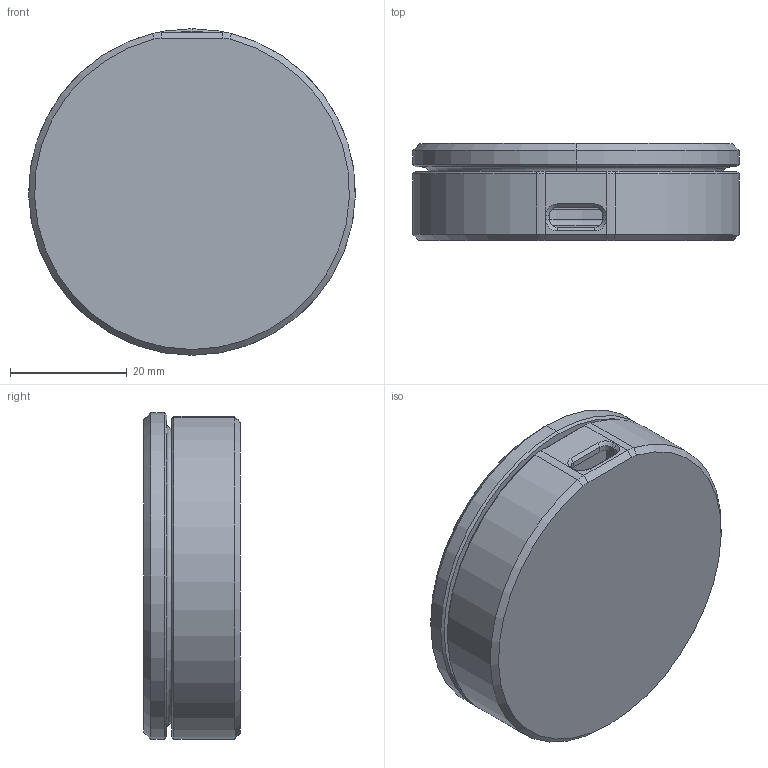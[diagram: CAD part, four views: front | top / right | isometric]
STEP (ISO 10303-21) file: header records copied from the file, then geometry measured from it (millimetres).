
FILE_DESCRIPTION (( 'STEP AP203' ), '1' );
FILE_NAME ('ScrollWheel-RevOO-OSHW-NoLogo.STEP', '2025-06-16T01:02:48', ( '' ), ( '' ), 'SwSTEP 2.0', 'SolidWorks 2020', '' );
FILE_SCHEMA (( 'CONFIG_CONTROL_DESIGN' ));
Length unit declared in the file: millimetre
Products named in the file (1): ScrollWheel-RevOO-OSHW-NoLogo
Bounding box: 56 x 16.6 x 56 mm (x, y, z)
Volume: 24516.8 mm3; surface area: 16747.8 mm2
Topology: 2 solids, 2 shells, 355 faces, 902 edges, 550 vertices
Faces by surface type: plane 133, cylinder 132, cone 53, torus 28, sphere 9
Entity records: 10760 total; most frequent: DIRECTION 1959, CARTESIAN_POINT 1942, ORIENTED_EDGE 1780, EDGE_CURVE 890, AXIS2_PLACEMENT_3D 742, VERTEX_POINT 549, VECTOR 475, LINE 475
